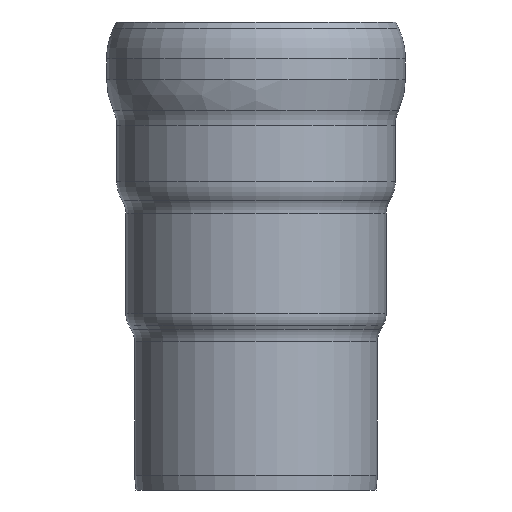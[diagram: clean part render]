
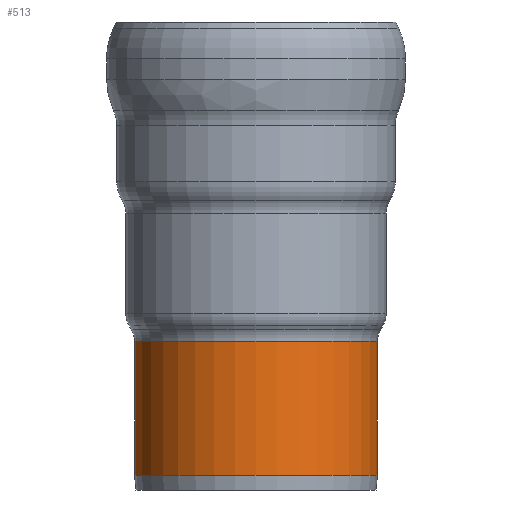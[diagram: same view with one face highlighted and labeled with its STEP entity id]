
A CAD part, front view. The second image highlights one B-rep face of the part: STEP entity #513.
In plain terms, the highlighted cylindrical face has radius 415 mm (diameter 830 mm), a full revolution.
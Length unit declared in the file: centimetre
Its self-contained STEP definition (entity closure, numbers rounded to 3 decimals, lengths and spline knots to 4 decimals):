
#41=CYLINDRICAL_SURFACE('',#606,41.5);
#69=FACE_OUTER_BOUND('',#100,.T.);
#100=EDGE_LOOP('',(#469,#470,#471,#472,#473));
#116=LINE('',#992,#130);
#130=VECTOR('',#805,41.5);
#192=CIRCLE('',#604,41.5);
#193=CIRCLE('',#605,41.5);
#194=CIRCLE('',#607,41.5);
#242=VERTEX_POINT('',#984);
#243=VERTEX_POINT('',#986);
#244=VERTEX_POINT('',#990);
#318=EDGE_CURVE('',#243,#242,#192,.T.);
#319=EDGE_CURVE('',#242,#243,#193,.T.);
#320=EDGE_CURVE('',#244,#244,#194,.T.);
#321=EDGE_CURVE('',#244,#243,#116,.T.);
#469=ORIENTED_EDGE('',*,*,#320,.F.);
#470=ORIENTED_EDGE('',*,*,#321,.T.);
#471=ORIENTED_EDGE('',*,*,#318,.T.);
#472=ORIENTED_EDGE('',*,*,#319,.T.);
#473=ORIENTED_EDGE('',*,*,#321,.F.);
#513=ADVANCED_FACE('',(#69),#41,.T.);
#604=AXIS2_PLACEMENT_3D('',#987,#797,#798);
#605=AXIS2_PLACEMENT_3D('',#988,#799,#800);
#606=AXIS2_PLACEMENT_3D('',#989,#801,#802);
#607=AXIS2_PLACEMENT_3D('',#991,#803,#804);
#797=DIRECTION('center_axis',(0.,0.,-1.));
#798=DIRECTION('ref_axis',(1.,0.,0.));
#799=DIRECTION('center_axis',(0.,0.,-1.));
#800=DIRECTION('ref_axis',(1.,0.,0.));
#801=DIRECTION('center_axis',(0.,0.,-1.));
#802=DIRECTION('ref_axis',(-1.,0.,0.));
#803=DIRECTION('center_axis',(0.,0.,-1.));
#804=DIRECTION('ref_axis',(1.,0.,0.));
#805=DIRECTION('',(0.,0.,1.));
#984=CARTESIAN_POINT('',(0.,-41.5,50.7841));
#986=CARTESIAN_POINT('',(41.5,0.,50.7841));
#987=CARTESIAN_POINT('Origin',(0.,0.,50.7841));
#988=CARTESIAN_POINT('Origin',(0.,0.,50.7841));
#989=CARTESIAN_POINT('Origin',(0.,0.,27.8921));
#990=CARTESIAN_POINT('',(41.5,0.,5.));
#991=CARTESIAN_POINT('Origin',(0.,0.,5.));
#992=CARTESIAN_POINT('',(41.5,0.,27.8921));
